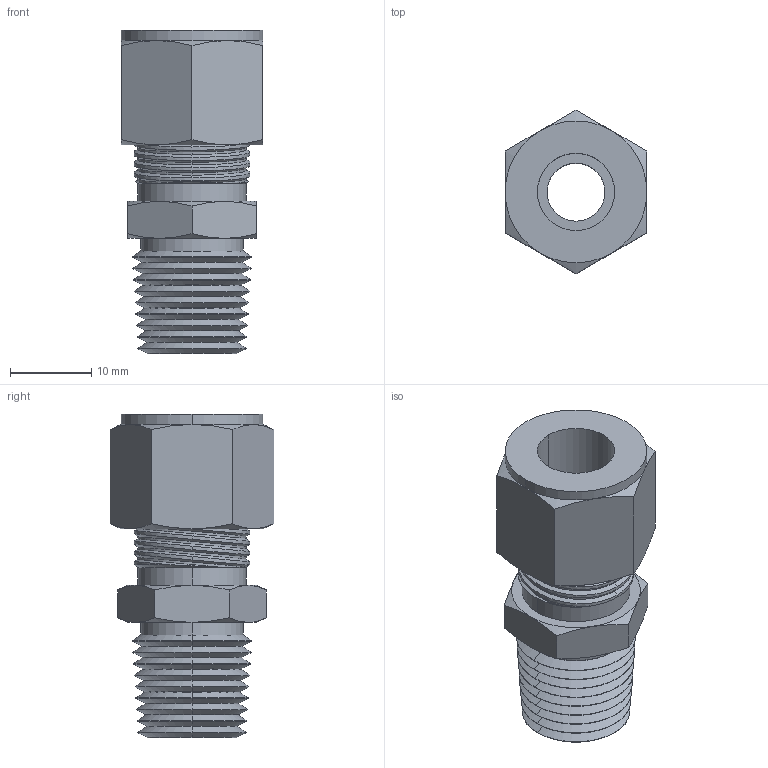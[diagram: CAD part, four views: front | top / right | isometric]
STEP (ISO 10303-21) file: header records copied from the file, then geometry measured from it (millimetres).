
FILE_DESCRIPTION (( 'STEP AP203' ), '1' );
FILE_NAME ('5182K119.step', '2004-05-18T20:33:59', ( 'McMaster' ), ( 'McMaster' ), 'SwSTEP 2.0', 'SolidWorks 2003314', '' );
FILE_SCHEMA (( 'CONFIG_CONTROL_DESIGN' ));
Length unit declared in the file: inch
Products named in the file (1): 5182K119
Bounding box: 17.46 x 20.16 x 39.88 mm (x, y, z)
Volume: 5179.9 mm3; surface area: 5203 mm2
Topology: 2 solids, 2 shells, 203 faces, 453 edges, 259 vertices
Faces by surface type: cone 134, cylinder 48, plane 21
Entity records: 6922 total; most frequent: CARTESIAN_POINT 2486, DIRECTION 912, ORIENTED_EDGE 906, EDGE_CURVE 453, AXIS2_PLACEMENT_3D 374, VERTEX_POINT 259, EDGE_LOOP 212, ADVANCED_FACE 203
